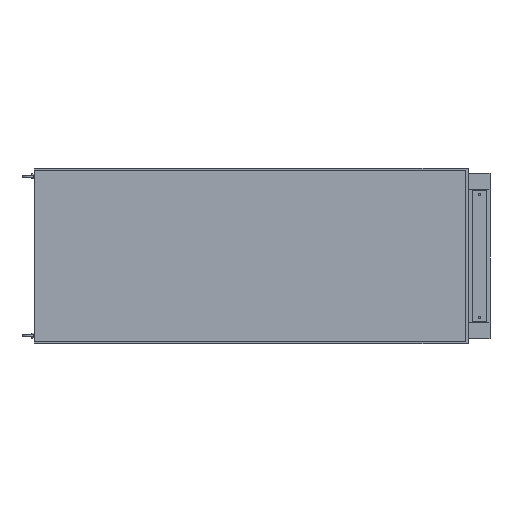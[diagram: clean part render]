
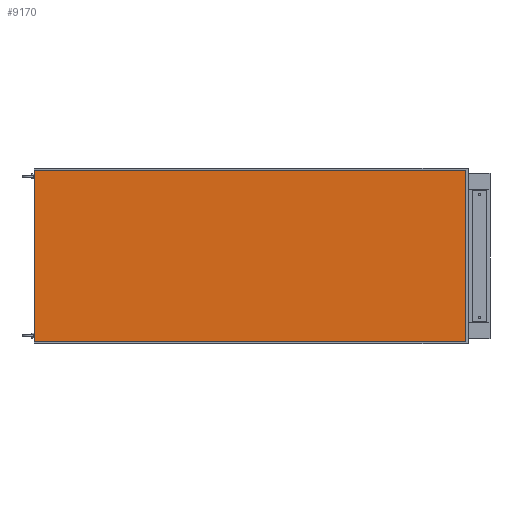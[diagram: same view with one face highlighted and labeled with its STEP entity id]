
A CAD part, left-side view. The second image highlights one B-rep face of the part: STEP entity #9170.
In plain terms, the highlighted planar face has unit normal (-1, 0, 0).
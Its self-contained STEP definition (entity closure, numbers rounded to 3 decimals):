
#2538=DIRECTION('',(0.,0.,-1.));
#2539=VECTOR('',#2538,793.132);
#2540=CARTESIAN_POINT('',(-2171.944,-603.689,
0.947));
#2541=LINE('',#2540,#2539);
#2542=DIRECTION('',(0.,1.,0.));
#2543=VECTOR('',#2542,1991.);
#2544=CARTESIAN_POINT('',(-2171.944,-603.689,
-792.185));
#2545=LINE('',#2544,#2543);
#2546=DIRECTION('',(0.,0.,1.));
#2547=VECTOR('',#2546,793.132);
#2548=CARTESIAN_POINT('',(-2171.944,1387.311,
-792.185));
#2549=LINE('',#2548,#2547);
#2550=DIRECTION('',(0.,-1.,0.));
#2551=VECTOR('',#2550,1991.);
#2552=CARTESIAN_POINT('',(-2171.944,1387.311,
0.947));
#2553=LINE('',#2552,#2551);
#6374=CARTESIAN_POINT('',(-2171.944,-603.689,
0.947));
#6375=CARTESIAN_POINT('',(-2171.944,-603.689,
-792.185));
#6376=VERTEX_POINT('',#6374);
#6377=VERTEX_POINT('',#6375);
#6378=CARTESIAN_POINT('',(-2171.944,1387.311,
-792.185));
#6379=VERTEX_POINT('',#6378);
#6380=CARTESIAN_POINT('',(-2171.944,1387.311,
0.947));
#6381=VERTEX_POINT('',#6380);
#9159=CARTESIAN_POINT('',(-2171.944,0.,0.));
#9160=DIRECTION('',(1.,0.,0.));
#9161=DIRECTION('',(0.,1.,0.));
#9162=AXIS2_PLACEMENT_3D('',#9159,#9160,#9161);
#9163=PLANE('',#9162);
#9164=ORIENTED_EDGE('',*,*,#9005,.T.);
#9165=ORIENTED_EDGE('',*,*,#9057,.T.);
#9166=ORIENTED_EDGE('',*,*,#9072,.T.);
#9167=ORIENTED_EDGE('',*,*,#9153,.T.);
#9168=EDGE_LOOP('',(#9164,#9165,#9166,#9167));
#9169=FACE_OUTER_BOUND('',#9168,.F.);
#9170=ADVANCED_FACE('',(#9169),#9163,.F.);
#9005=EDGE_CURVE('',#6376,#6377,#2541,.T.);
#9057=EDGE_CURVE('',#6377,#6379,#2545,.T.);
#9072=EDGE_CURVE('',#6379,#6381,#2549,.T.);
#9153=EDGE_CURVE('',#6381,#6376,#2553,.T.);
